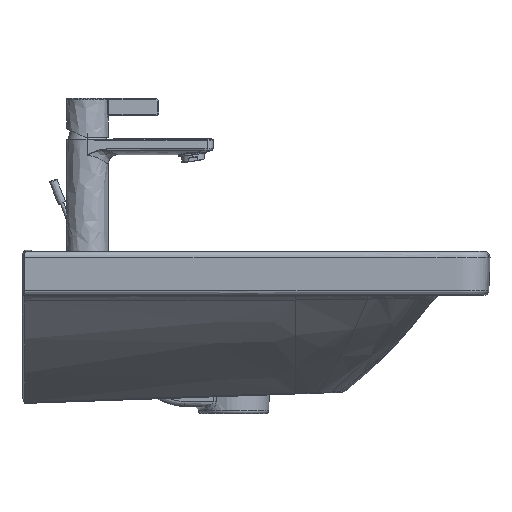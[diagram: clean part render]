
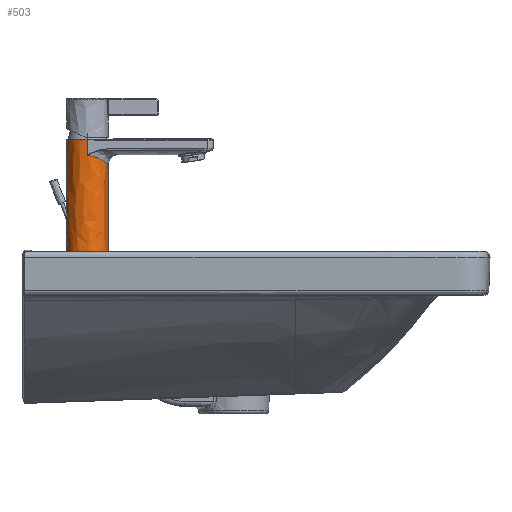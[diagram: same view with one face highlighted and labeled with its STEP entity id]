
A CAD part, left-side view. The second image highlights one B-rep face of the part: STEP entity #503.
In plain terms, the highlighted free-form (B-spline) face has degree [2, 1] with [9, 2] control points.
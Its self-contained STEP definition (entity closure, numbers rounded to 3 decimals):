
#503=ADVANCED_FACE('',(#1104),#8651,.T.);
#1104=FACE_OUTER_BOUND('',#1720,.T.);
#1720=EDGE_LOOP('',(#3908,#3909,#3910,#3911,#3912,#3913,#3914,#3915));
#3908=ORIENTED_EDGE('',*,*,#5776,.T.);
#3909=ORIENTED_EDGE('',*,*,#5775,.F.);
#3910=ORIENTED_EDGE('',*,*,#5777,.F.);
#3911=ORIENTED_EDGE('',*,*,#5774,.F.);
#3912=ORIENTED_EDGE('',*,*,#5754,.T.);
#3913=ORIENTED_EDGE('',*,*,#5671,.T.);
#3914=ORIENTED_EDGE('',*,*,#5778,.F.);
#3915=ORIENTED_EDGE('',*,*,#5773,.F.);
#5671=EDGE_CURVE('',#8203,#8201,#7221,.T.);
#5754=EDGE_CURVE('',#8261,#8203,#7301,.T.);
#5773=EDGE_CURVE('',#8272,#8216,#6387,.T.);
#5774=EDGE_CURVE('',#8261,#8218,#6388,.T.);
#5775=EDGE_CURVE('',#8219,#8271,#6389,.T.);
#5776=EDGE_CURVE('',#8272,#8271,#7319,.T.);
#5777=EDGE_CURVE('',#8218,#8219,#6390,.T.);
#5778=EDGE_CURVE('',#8216,#8201,#6391,.T.);
#6387=(
BOUNDED_CURVE()
B_SPLINE_CURVE(1,(#84419,#84420),.UNSPECIFIED.,.F.,.F.)
B_SPLINE_CURVE_WITH_KNOTS((2,2),(-65.981,0.),.UNSPECIFIED.)
CURVE()
GEOMETRIC_REPRESENTATION_ITEM()
RATIONAL_B_SPLINE_CURVE((1.,1.))
REPRESENTATION_ITEM('')
);
#6388=(
BOUNDED_CURVE()
B_SPLINE_CURVE(1,(#84421,#84422),.UNSPECIFIED.,.F.,.F.)
B_SPLINE_CURVE_WITH_KNOTS((2,2),(0.,92.5),.UNSPECIFIED.)
CURVE()
GEOMETRIC_REPRESENTATION_ITEM()
RATIONAL_B_SPLINE_CURVE((1.,1.))
REPRESENTATION_ITEM('')
);
#6389=(
BOUNDED_CURVE()
B_SPLINE_CURVE(1,(#84423,#84424),.UNSPECIFIED.,.F.,.F.)
B_SPLINE_CURVE_WITH_KNOTS((2,2),(-33.,0.),.UNSPECIFIED.)
CURVE()
GEOMETRIC_REPRESENTATION_ITEM()
RATIONAL_B_SPLINE_CURVE((1.,1.))
REPRESENTATION_ITEM('')
);
#6390=(
BOUNDED_CURVE()
B_SPLINE_CURVE(2,(#84447,#84448,#84449,#84450,#84451),.UNSPECIFIED.,.F.,
 .F.)
B_SPLINE_CURVE_WITH_KNOTS((3,2,3),(0.,33.772,67.544),
 .UNSPECIFIED.)
CURVE()
GEOMETRIC_REPRESENTATION_ITEM()
RATIONAL_B_SPLINE_CURVE((1.,0.707,1.,0.707,1.))
REPRESENTATION_ITEM('')
);
#6391=(
BOUNDED_CURVE()
B_SPLINE_CURVE(2,(#84452,#84453,#84454),.UNSPECIFIED.,.F.,.F.)
B_SPLINE_CURVE_WITH_KNOTS((3,3),(-33.772,0.),.UNSPECIFIED.)
CURVE()
GEOMETRIC_REPRESENTATION_ITEM()
RATIONAL_B_SPLINE_CURVE((1.,0.707,1.))
REPRESENTATION_ITEM('')
);
#7221=B_SPLINE_CURVE_WITH_KNOTS('',3,(#83712,#83713,#83714,#83715),
 .UNSPECIFIED.,.F.,.F.,(4,4),(-16.725,0.),.UNSPECIFIED.);
#7301=B_SPLINE_CURVE_WITH_KNOTS('',3,(#84296,#84297,#84298,#84299,#84300,
#84301,#84302,#84303,#84304,#84305),.UNSPECIFIED.,.F.,.F.,(4,2,2,2,4),(0.,
0.241,0.5,0.759,1.),.UNSPECIFIED.);
#7319=B_SPLINE_CURVE_WITH_KNOTS('',3,(#84425,#84426,#84427,#84428,#84429,
#84430,#84431,#84432,#84433,#84434,#84435,#84436,#84437,#84438,#84439,#84440,
#84441,#84442,#84443,#84444,#84445,#84446),.UNSPECIFIED.,.F.,.F.,(4,2,2,
2,2,2,2,2,2,2,4),(0.,0.028,0.059,0.123,
0.249,0.502,0.756,0.882,
0.94,0.971,1.),.UNSPECIFIED.);
#8201=VERTEX_POINT('',#83483);
#8203=VERTEX_POINT('',#83485);
#8216=VERTEX_POINT('',#83498);
#8218=VERTEX_POINT('',#83500);
#8219=VERTEX_POINT('',#83501);
#8261=VERTEX_POINT('',#83543);
#8271=VERTEX_POINT('',#83553);
#8272=VERTEX_POINT('',#83554);
#8651=(
BOUNDED_SURFACE()
B_SPLINE_SURFACE(2,1,((#83290,#83291),(#83292,#83293),(#83294,#83295),(#83296,
#83297),(#83298,#83299),(#83300,#83301),(#83302,#83303),(#83304,#83305),
(#83306,#83307)),.UNSPECIFIED.,.T.,.F.,.F.)
B_SPLINE_SURFACE_WITH_KNOTS((3,2,2,2,3),(2,2),(0.,33.772,67.544,
101.316,135.088),(0.,142.3),.UNSPECIFIED.)
GEOMETRIC_REPRESENTATION_ITEM()
RATIONAL_B_SPLINE_SURFACE(((1.,1.),(0.707,0.707),
(1.,1.),(0.707,0.707),(1.,1.),(0.707,
0.707),(1.,1.),(0.707,0.707),(1.,1.)))
REPRESENTATION_ITEM('')
SURFACE()
);
#83290=CARTESIAN_POINT('',(21.883,172.958,209.333));
#83291=CARTESIAN_POINT('',(21.883,172.958,67.033));
#83292=CARTESIAN_POINT('',(21.883,151.458,209.333));
#83293=CARTESIAN_POINT('',(21.883,151.458,67.033));
#83294=CARTESIAN_POINT('',(0.383,151.458,209.333));
#83295=CARTESIAN_POINT('',(0.383,151.458,67.033));
#83296=CARTESIAN_POINT('',(-21.117,151.458,209.333));
#83297=CARTESIAN_POINT('',(-21.117,151.458,67.033));
#83298=CARTESIAN_POINT('',(-21.117,172.958,209.333));
#83299=CARTESIAN_POINT('',(-21.117,172.958,67.033));
#83300=CARTESIAN_POINT('',(-21.117,194.458,209.333));
#83301=CARTESIAN_POINT('',(-21.117,194.458,67.033));
#83302=CARTESIAN_POINT('',(0.383,194.458,209.333));
#83303=CARTESIAN_POINT('',(0.383,194.458,67.033));
#83304=CARTESIAN_POINT('',(21.883,194.458,209.333));
#83305=CARTESIAN_POINT('',(21.883,194.458,67.033));
#83306=CARTESIAN_POINT('',(21.883,172.958,209.333));
#83307=CARTESIAN_POINT('',(21.883,172.958,67.033));
#83483=CARTESIAN_POINT('',(-21.117,172.958,197.333));
#83485=CARTESIAN_POINT('',(-21.116,172.952,180.609));
#83498=CARTESIAN_POINT('',(0.383,194.458,197.333));
#83500=CARTESIAN_POINT('',(0.383,151.458,79.033));
#83501=CARTESIAN_POINT('',(0.383,194.458,79.033));
#83543=CARTESIAN_POINT('',(0.383,151.458,171.533));
#83553=CARTESIAN_POINT('',(0.383,194.458,112.033));
#83554=CARTESIAN_POINT('',(0.383,194.458,131.352));
#83712=CARTESIAN_POINT('',(-21.116,172.952,180.609));
#83713=CARTESIAN_POINT('',(-21.116,172.954,186.184));
#83714=CARTESIAN_POINT('',(-21.117,172.956,191.758));
#83715=CARTESIAN_POINT('',(-21.117,172.958,197.333));
#84296=CARTESIAN_POINT('',(0.383,151.458,171.533));
#84297=CARTESIAN_POINT('',(-2.474,151.458,171.534));
#84298=CARTESIAN_POINT('',(-5.242,152.027,171.994));
#84299=CARTESIAN_POINT('',(-10.489,154.179,173.572));
#84300=CARTESIAN_POINT('',(-12.882,155.809,174.729));
#84301=CARTESIAN_POINT('',(-16.817,159.761,177.076));
#84302=CARTESIAN_POINT('',(-18.423,162.143,178.306));
#84303=CARTESIAN_POINT('',(-20.543,167.332,180.061));
#84304=CARTESIAN_POINT('',(-21.116,170.087,180.611));
#84305=CARTESIAN_POINT('',(-21.116,172.952,180.609));
#84419=CARTESIAN_POINT('',(0.383,194.458,131.352));
#84420=CARTESIAN_POINT('',(0.383,194.458,197.333));
#84421=CARTESIAN_POINT('',(0.383,151.458,171.533));
#84422=CARTESIAN_POINT('',(0.383,151.458,79.033));
#84423=CARTESIAN_POINT('',(0.383,194.458,79.033));
#84424=CARTESIAN_POINT('',(0.383,194.458,112.033));
#84425=CARTESIAN_POINT('',(0.383,194.458,131.352));
#84426=CARTESIAN_POINT('',(0.174,194.458,131.352));
#84427=CARTESIAN_POINT('',(0.034,194.455,131.266));
#84428=CARTESIAN_POINT('',(-0.284,194.448,130.99));
#84429=CARTESIAN_POINT('',(-0.407,194.444,130.819));
#84430=CARTESIAN_POINT('',(-0.751,194.429,130.247));
#84431=CARTESIAN_POINT('',(-0.912,194.419,129.841));
#84432=CARTESIAN_POINT('',(-1.333,194.391,128.586));
#84433=CARTESIAN_POINT('',(-1.517,194.374,127.74));
#84434=CARTESIAN_POINT('',(-1.957,194.332,125.139));
#84435=CARTESIAN_POINT('',(-2.09,194.315,123.404));
#84436=CARTESIAN_POINT('',(-2.137,194.31,119.884));
#84437=CARTESIAN_POINT('',(-2.052,194.321,118.149));
#84438=CARTESIAN_POINT('',(-1.636,194.363,115.54));
#84439=CARTESIAN_POINT('',(-1.454,194.381,114.696));
#84440=CARTESIAN_POINT('',(-1.015,194.413,113.484));
#84441=CARTESIAN_POINT('',(-0.818,194.425,113.042));
#84442=CARTESIAN_POINT('',(-0.463,194.441,112.523));
#84443=CARTESIAN_POINT('',(-0.328,194.447,112.366));
#84444=CARTESIAN_POINT('',(0.011,194.455,112.109));
#84445=CARTESIAN_POINT('',(0.169,194.458,112.033));
#84446=CARTESIAN_POINT('',(0.383,194.458,112.033));
#84447=CARTESIAN_POINT('',(0.383,151.458,79.033));
#84448=CARTESIAN_POINT('',(-21.117,151.458,79.033));
#84449=CARTESIAN_POINT('',(-21.117,172.958,79.033));
#84450=CARTESIAN_POINT('',(-21.117,194.458,79.033));
#84451=CARTESIAN_POINT('',(0.383,194.458,79.033));
#84452=CARTESIAN_POINT('',(0.383,194.458,197.333));
#84453=CARTESIAN_POINT('',(-21.117,194.458,197.333));
#84454=CARTESIAN_POINT('',(-21.117,172.958,197.333));
